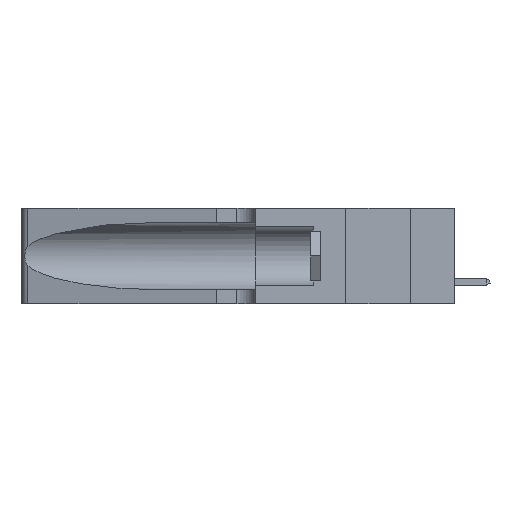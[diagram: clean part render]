
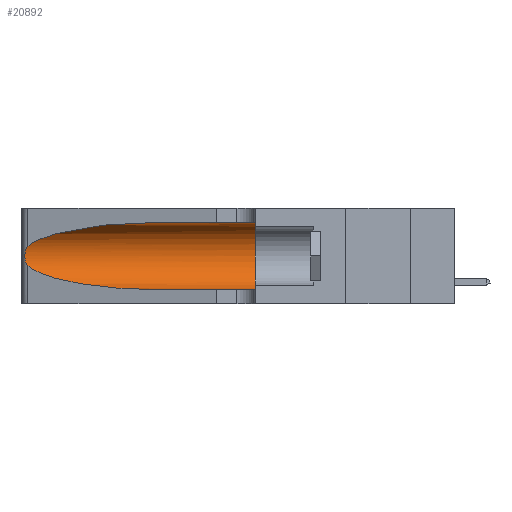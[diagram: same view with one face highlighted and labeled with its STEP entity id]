
A CAD part, left-side view. The second image highlights one B-rep face of the part: STEP entity #20892.
In plain terms, the highlighted cylindrical face has radius 3.308 mm (diameter 6.617 mm), a partial arc.
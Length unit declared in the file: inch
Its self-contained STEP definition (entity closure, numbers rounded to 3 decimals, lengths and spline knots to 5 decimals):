
#995 = B_SPLINE_CURVE_WITH_KNOTS ( 'NONE', 3,
 ( #35903, #2202, #32556, #38964, #11179, #2066, #23470, #2472, #38826, #26807, #35647, #5277, #23344, #14182 ),
 .UNSPECIFIED., .F., .F.,
 ( 4, 2, 2, 2, 2, 2, 4 ),
 ( 0., 0.00027, 0.00053, 0.00107, 0.0016, 0.00187, 0.00214 ),
 .UNSPECIFIED. ) ;
#1195 = ORIENTED_EDGE ( 'NONE', *, *, #6538, .T. ) ;
#2066 = CARTESIAN_POINT ( 'NONE',  ( 0.26018, 1.23835, 0.19895 ) ) ;
#2202 = CARTESIAN_POINT ( 'NONE',  ( 0.25555, 1.22994, 0.2215 ) ) ;
#2472 = CARTESIAN_POINT ( 'NONE',  ( 0.26075, 1.23896, 0.178 ) ) ;
#2628 = CARTESIAN_POINT ( 'NONE',  ( 0.1305, 0.35, 0.185 ) ) ;
#4317 = CARTESIAN_POINT ( 'NONE',  ( 0.1305, 0.35, 0.05475 ) ) ;
#4684 = CARTESIAN_POINT ( 'NONE',  ( 0.1305, 0.72297, 0.05475 ) ) ;
#5277 = CARTESIAN_POINT ( 'NONE',  ( 0.25639, 1.23186, 0.15144 ) ) ;
#5314 = DIRECTION ( 'NONE',  ( 0., 0., -1. ) ) ;
#5445 = CARTESIAN_POINT ( 'NONE',  ( 0.1305, 1.61858, 0.185 ) ) ;
#6437 = EDGE_CURVE ( 'NONE', #12852, #36334, #995, .T. ) ;
#6538 = EDGE_CURVE ( 'NONE', #36334, #9807, #18178, .T. ) ;
#8484 = AXIS2_PLACEMENT_3D ( 'NONE', #2628, #32468, #11706 ) ;
#8501 = ORIENTED_EDGE ( 'NONE', *, *, #32622, .F. ) ;
#9250 = CARTESIAN_POINT ( 'NONE',  ( 0.1305, 0.72297, 0.31525 ) ) ;
#9350 = LINE ( 'NONE', #23729, #32700 ) ;
#9807 = VERTEX_POINT ( 'NONE', #4684 ) ;
#10623 =( BOUNDED_CURVE ( )  B_SPLINE_CURVE ( 3, ( #9250, #36872, #24841, #27537 ),
 .UNSPECIFIED., .F., .F. ) 
 B_SPLINE_CURVE_WITH_KNOTS ( ( 4, 4 ),
 ( 1.5708, 2.84003 ),
 .UNSPECIFIED. ) 
 CURVE ( )  GEOMETRIC_REPRESENTATION_ITEM ( )  RATIONAL_B_SPLINE_CURVE ( ( 1., 0.87, 0.87, 1. ) ) 
 REPRESENTATION_ITEM ( '' )  );
#10769 = EDGE_LOOP ( 'NONE', ( #12212, #16055, #1195, #34834, #8501, #14625 ) ) ;
#11179 = CARTESIAN_POINT ( 'NONE',  ( 0.25854, 1.2359, 0.20912 ) ) ;
#11651 = CARTESIAN_POINT ( 'NONE',  ( 0.25487, 1.22718, 0.14631 ) ) ;
#11706 = DIRECTION ( 'NONE',  ( 0., 0., 1. ) ) ;
#12212 = ORIENTED_EDGE ( 'NONE', *, *, #26424, .T. ) ;
#12503 = VERTEX_POINT ( 'NONE', #4317 ) ;
#12852 = VERTEX_POINT ( 'NONE', #21308 ) ;
#14182 = CARTESIAN_POINT ( 'NONE',  ( 0.25487, 1.22718, 0.14631 ) ) ;
#14625 = ORIENTED_EDGE ( 'NONE', *, *, #38887, .F. ) ;
#15462 = VERTEX_POINT ( 'NONE', #15935 ) ;
#15749 = EDGE_CURVE ( 'NONE', #9807, #12503, #35340, .T. ) ;
#15818 = CARTESIAN_POINT ( 'NONE',  ( 0.25487, 1.22718, 0.14631 ) ) ;
#15935 = CARTESIAN_POINT ( 'NONE',  ( 0.1305, 0.35, 0.31525 ) ) ;
#16055 = ORIENTED_EDGE ( 'NONE', *, *, #6437, .T. ) ;
#18009 = CARTESIAN_POINT ( 'NONE',  ( 0.1305, 0.72297, 0.05475 ) ) ;
#18140 = CYLINDRICAL_SURFACE ( 'NONE', #20187, 0.13025 ) ;
#18178 =( BOUNDED_CURVE ( )  B_SPLINE_CURVE ( 3, ( #11651, #20280, #30113, #18009 ),
 .UNSPECIFIED., .F., .F. ) 
 B_SPLINE_CURVE_WITH_KNOTS ( ( 4, 4 ),
 ( 3.44316, 4.71239 ),
 .UNSPECIFIED. ) 
 CURVE ( )  GEOMETRIC_REPRESENTATION_ITEM ( )  RATIONAL_B_SPLINE_CURVE ( ( 1., 0.87, 0.87, 1. ) ) 
 REPRESENTATION_ITEM ( '' )  );
#18630 = CIRCLE ( 'NONE', #8484, 0.13025 ) ;
#20187 = AXIS2_PLACEMENT_3D ( 'NONE', #5445, #29645, #5314 ) ;
#20280 = CARTESIAN_POINT ( 'NONE',  ( 0.2373, 1.15595, 0.08982 ) ) ;
#20892 = ADVANCED_FACE ( 'NONE', ( #39132 ), #18140, .F. ) ;
#21308 = CARTESIAN_POINT ( 'NONE',  ( 0.25487, 1.22718, 0.22369 ) ) ;
#21448 = VERTEX_POINT ( 'NONE', #26452 ) ;
#23344 = CARTESIAN_POINT ( 'NONE',  ( 0.25555, 1.22993, 0.14849 ) ) ;
#23470 = CARTESIAN_POINT ( 'NONE',  ( 0.26075, 1.23896, 0.19203 ) ) ;
#23729 = CARTESIAN_POINT ( 'NONE',  ( 0.1305, 1.61858, 0.31525 ) ) ;
#24841 = CARTESIAN_POINT ( 'NONE',  ( 0.2373, 1.15595, 0.28018 ) ) ;
#26424 = EDGE_CURVE ( 'NONE', #21448, #12852, #10623, .T. ) ;
#26452 = CARTESIAN_POINT ( 'NONE',  ( 0.1305, 0.72297, 0.31525 ) ) ;
#26807 = CARTESIAN_POINT ( 'NONE',  ( 0.25856, 1.23593, 0.16098 ) ) ;
#27058 = DIRECTION ( 'NONE',  ( 0., -1., 0. ) ) ;
#27537 = CARTESIAN_POINT ( 'NONE',  ( 0.25487, 1.22718, 0.22369 ) ) ;
#29645 = DIRECTION ( 'NONE',  ( 0., -1., 0. ) ) ;
#30113 = CARTESIAN_POINT ( 'NONE',  ( 0.18966, 0.96281, 0.05475 ) ) ;
#31477 = CARTESIAN_POINT ( 'NONE',  ( 0.1305, 1.61858, 0.05475 ) ) ;
#32468 = DIRECTION ( 'NONE',  ( 0., 1., 0. ) ) ;
#32556 = CARTESIAN_POINT ( 'NONE',  ( 0.25639, 1.23184, 0.21858 ) ) ;
#32622 = EDGE_CURVE ( 'NONE', #15462, #12503, #18630, .T. ) ;
#32700 = VECTOR ( 'NONE', #27058, 39.37008 ) ;
#34834 = ORIENTED_EDGE ( 'NONE', *, *, #15749, .T. ) ;
#35340 = LINE ( 'NONE', #31477, #36330 ) ;
#35647 = CARTESIAN_POINT ( 'NONE',  ( 0.25789, 1.23486, 0.15765 ) ) ;
#35903 = CARTESIAN_POINT ( 'NONE',  ( 0.25487, 1.22718, 0.22369 ) ) ;
#36330 = VECTOR ( 'NONE', #38065, 39.37008 ) ;
#36334 = VERTEX_POINT ( 'NONE', #15818 ) ;
#36872 = CARTESIAN_POINT ( 'NONE',  ( 0.18966, 0.96281, 0.31525 ) ) ;
#38065 = DIRECTION ( 'NONE',  ( 0., -1., 0. ) ) ;
#38826 = CARTESIAN_POINT ( 'NONE',  ( 0.26017, 1.23833, 0.17102 ) ) ;
#38887 = EDGE_CURVE ( 'NONE', #21448, #15462, #9350, .T. ) ;
#38964 = CARTESIAN_POINT ( 'NONE',  ( 0.25787, 1.23484, 0.2124 ) ) ;
#39132 = FACE_OUTER_BOUND ( 'NONE', #10769, .T. ) ;
